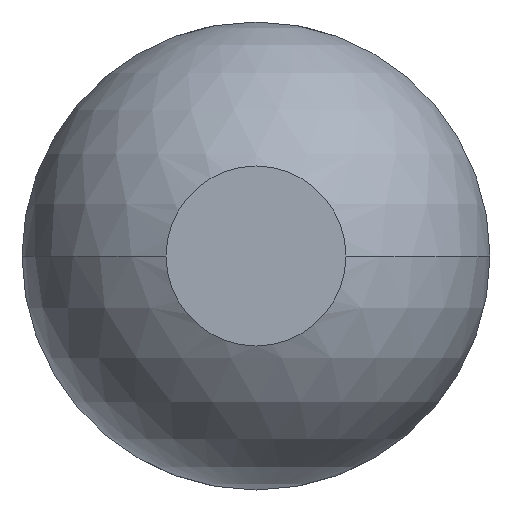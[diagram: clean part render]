
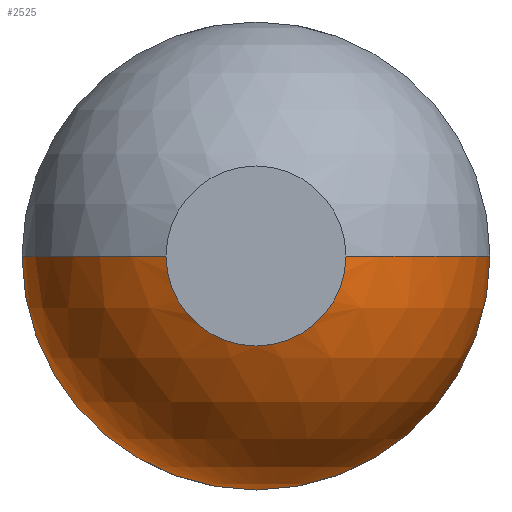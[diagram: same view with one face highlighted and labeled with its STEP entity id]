
A CAD part, front view. The second image highlights one B-rep face of the part: STEP entity #2525.
In plain terms, the highlighted spherical face has radius 0.39 mm.
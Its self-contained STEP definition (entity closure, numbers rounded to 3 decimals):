
#39 = CARTESIAN_POINT ( 'NONE',  ( 0., -35.94, -0.39 ) ) ;
#64 = VERTEX_POINT ( 'NONE', #39 ) ;
#159 = ORIENTED_EDGE ( 'NONE', *, *, #2983, .F. ) ;
#189 = CARTESIAN_POINT ( 'NONE',  ( 0.39, -35.94, 0. ) ) ;
#208 = EDGE_LOOP ( 'NONE', ( #1769, #889, #1174, #2721, #3650, #159 ) ) ;
#241 = DIRECTION ( 'NONE',  ( 1., 0., 0. ) ) ;
#420 = EDGE_CURVE ( 'NONE', #1286, #3608, #958, .T. ) ;
#527 = AXIS2_PLACEMENT_3D ( 'NONE', #3186, #3462, #2667 ) ;
#609 = CARTESIAN_POINT ( 'NONE',  ( 0., -36.3, -0.15 ) ) ;
#686 = DIRECTION ( 'NONE',  ( 0., -1., 0. ) ) ;
#692 = CARTESIAN_POINT ( 'NONE',  ( 0., -35.94, 0. ) ) ;
#726 = CARTESIAN_POINT ( 'NONE',  ( -0.39, -35.94, 0. ) ) ;
#889 = ORIENTED_EDGE ( 'NONE', *, *, #1490, .T. ) ;
#958 = CIRCLE ( 'NONE', #2374, 0.39 ) ;
#976 = EDGE_CURVE ( 'Defeature ausgef�hrt1_5+Defeature ausgef�hrt1_4+Defeature ausgef�hrt1_4+Defeature ausgef�hrt1_4', #3608, #64, #2164, .T. ) ;
#1008 = AXIS2_PLACEMENT_3D ( 'NONE', #2519, #2837, #2233 ) ;
#1009 = VERTEX_POINT ( 'NONE', #609 ) ;
#1174 = ORIENTED_EDGE ( 'NONE', *, *, #2153, .F. ) ;
#1245 = CIRCLE ( 'NONE', #3477, 0.39 ) ;
#1276 = FACE_OUTER_BOUND ( 'NONE', #208, .T. ) ;
#1283 = CIRCLE ( 'NONE', #2649, 0.39 ) ;
#1286 = VERTEX_POINT ( 'NONE', #1449 ) ;
#1449 = CARTESIAN_POINT ( 'NONE',  ( 0.15, -36.3, 0. ) ) ;
#1490 = EDGE_CURVE ( 'NONE', #3568, #1596, #1245, .T. ) ;
#1493 = DIRECTION ( 'NONE',  ( 0., 0., 1. ) ) ;
#1573 = DIRECTION ( 'NONE',  ( -1., 0., 0. ) ) ;
#1596 = VERTEX_POINT ( 'NONE', #726 ) ;
#1627 = CARTESIAN_POINT ( 'NONE',  ( -0.15, -36.3, 0. ) ) ;
#1642 = CARTESIAN_POINT ( 'NONE',  ( 0., -35.94, 0. ) ) ;
#1769 = ORIENTED_EDGE ( 'NONE', *, *, #3656, .F. ) ;
#1845 = CIRCLE ( 'NONE', #1008, 0.15 ) ;
#1867 = DIRECTION ( 'NONE',  ( 0., 0., -1. ) ) ;
#2150 = CARTESIAN_POINT ( 'NONE',  ( 0., -35.94, 0. ) ) ;
#2153 = EDGE_CURVE ( 'Defeature ausgef�hrt1_5+Defeature ausgef�hrt1_4+Defeature ausgef�hrt1_4+Defeature ausgef�hrt1_4', #64, #1596, #1283, .T. ) ;
#2164 = CIRCLE ( 'NONE', #3110, 0.39 ) ;
#2233 = DIRECTION ( 'NONE',  ( 0., 0., -1. ) ) ;
#2337 = CARTESIAN_POINT ( 'NONE',  ( 0., -35.94, 0. ) ) ;
#2358 = AXIS2_PLACEMENT_3D ( 'NONE', #3283, #686, #3271 ) ;
#2374 = AXIS2_PLACEMENT_3D ( 'NONE', #1642, #2524, #241 ) ;
#2519 = CARTESIAN_POINT ( 'NONE',  ( 0., -36.3, 0. ) ) ;
#2524 = DIRECTION ( 'NONE',  ( 0., 0., 1. ) ) ;
#2525 = ADVANCED_FACE ( 'Defeature ausgef�hrt1_4', ( #1276 ), #3193, .T. ) ;
#2649 = AXIS2_PLACEMENT_3D ( 'NONE', #692, #2972, #2691 ) ;
#2667 = DIRECTION ( 'NONE',  ( 1., 0., 0. ) ) ;
#2691 = DIRECTION ( 'NONE',  ( 0., 0., 1. ) ) ;
#2721 = ORIENTED_EDGE ( 'NONE', *, *, #976, .F. ) ;
#2742 = CIRCLE ( 'NONE', #2358, 0.15 ) ;
#2837 = DIRECTION ( 'NONE',  ( 0., -1., 0. ) ) ;
#2972 = DIRECTION ( 'NONE',  ( 0., 1., 0. ) ) ;
#2983 = EDGE_CURVE ( 'Defeature ausgef�hrt1_11+Defeature ausgef�hrt1_4+Defeature ausgef�hrt1_4+Defeature ausgef�hrt1_4', #1009, #1286, #2742, .T. ) ;
#3110 = AXIS2_PLACEMENT_3D ( 'NONE', #2337, #3484, #1493 ) ;
#3186 = CARTESIAN_POINT ( 'NONE',  ( 0., -35.94, 0. ) ) ;
#3193 = SPHERICAL_SURFACE ( 'NONE', #527, 0.39 ) ;
#3271 = DIRECTION ( 'NONE',  ( 0., 0., -1. ) ) ;
#3283 = CARTESIAN_POINT ( 'NONE',  ( 0., -36.3, 0. ) ) ;
#3462 = DIRECTION ( 'NONE',  ( 0., 0., -1. ) ) ;
#3477 = AXIS2_PLACEMENT_3D ( 'NONE', #2150, #1867, #1573 ) ;
#3484 = DIRECTION ( 'NONE',  ( 0., 1., 0. ) ) ;
#3568 = VERTEX_POINT ( 'NONE', #1627 ) ;
#3608 = VERTEX_POINT ( 'NONE', #189 ) ;
#3650 = ORIENTED_EDGE ( 'NONE', *, *, #420, .F. ) ;
#3656 = EDGE_CURVE ( 'Defeature ausgef�hrt1_11+Defeature ausgef�hrt1_4+Defeature ausgef�hrt1_4+Defeature ausgef�hrt1_4', #3568, #1009, #1845, .T. ) ;
